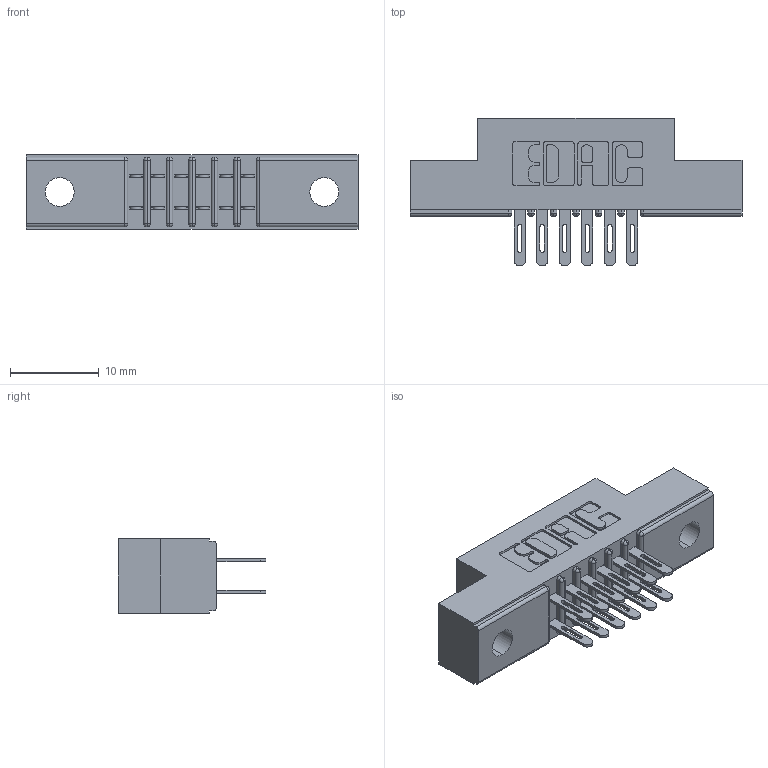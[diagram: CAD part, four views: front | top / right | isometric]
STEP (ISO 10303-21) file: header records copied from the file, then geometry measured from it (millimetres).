
FILE_DESCRIPTION (( 'STEP AP203' ), '1' );
FILE_NAME ('341-012-500-202.STEP', '2018-08-06T03:12:34', ( '' ), ( '' ), 'SwSTEP 2.0', 'SolidWorks 2016', '' );
FILE_SCHEMA (( 'CONFIG_CONTROL_DESIGN' ));
Length unit declared in the file: inch
Products named in the file (3): 341 Part_.128 (3.25) Dia Mounting Holes; 341-292-001_341-292-100; 341-012-500-202
Assembly tree (13 placements, depth 2):
  341-012-500-202
    341 Part_.128 (3.25) Dia Mounting Holes
    341-292-001_341-292-100  x12
Bounding box: 37.47 x 16.69 x 8.38 mm (x, y, z)
Volume: 2151.9 mm3; surface area: 3353.8 mm2
Topology: 13 solids, 13 shells, 908 faces, 2614 edges, 1694 vertices
Faces by surface type: plane 524, cylinder 360, sphere 14, torus 10
Entity records: 12067 total; most frequent: CARTESIAN_POINT 2006, ORIENTED_EDGE 1988, DIRECTION 1976, EDGE_CURVE 994, LINE 760, VECTOR 760, VERTEX_POINT 638, AXIS2_PLACEMENT_3D 608
